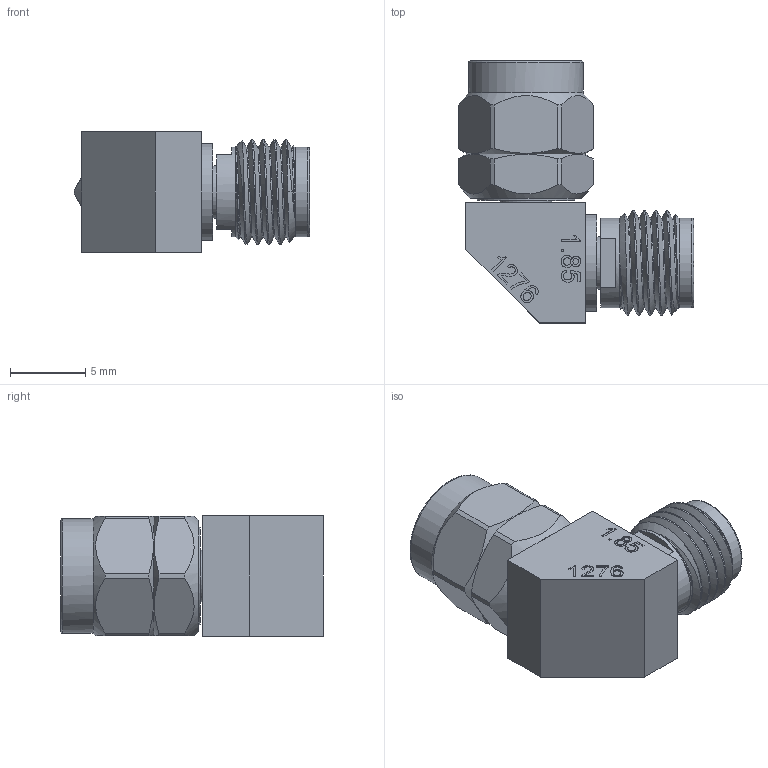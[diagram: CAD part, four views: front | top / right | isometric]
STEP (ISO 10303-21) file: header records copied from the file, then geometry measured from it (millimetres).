
FILE_DESCRIPTION (( 'STEP AP203' ), '1' );
FILE_NAME ('FMAD1276_3D.step', '2021-08-16T15:48:23', ( '' ), ( '' ), 'SwSTEP 2.0', 'SolidWorks 2021', '' );
FILE_SCHEMA (( 'CONFIG_CONTROL_DESIGN' ));
Length unit declared in the file: inch
Products named in the file (1): FMAD1276_3D
Bounding box: 15.67 x 17.46 x 8 mm (x, y, z)
Volume: 943.3 mm3; surface area: 1125.5 mm2
Topology: 1 solids, 1 shells, 210 faces, 540 edges, 359 vertices
Faces by surface type: plane 97, bspline 62, cylinder 33, cone 16, torus 2
Full cylindrical faces by diameter (mm): 0.533 x2, 0.787 x1, 0.94 x1, 1.85 x2, 3.448 x1, 3.501 x1, 4.572 x1, 4.699 x1, 5.963 x2, 6.441 x1, 6.508 x1, 7 x4, 7.641 x1
Entity records: 11288 total; most frequent: CARTESIAN_POINT 6814, ORIENTED_EDGE 982, DIRECTION 706, EDGE_CURVE 491, VERTEX_POINT 339, EDGE_LOOP 258, AXIS2_PLACEMENT_3D 238, LINE 230
